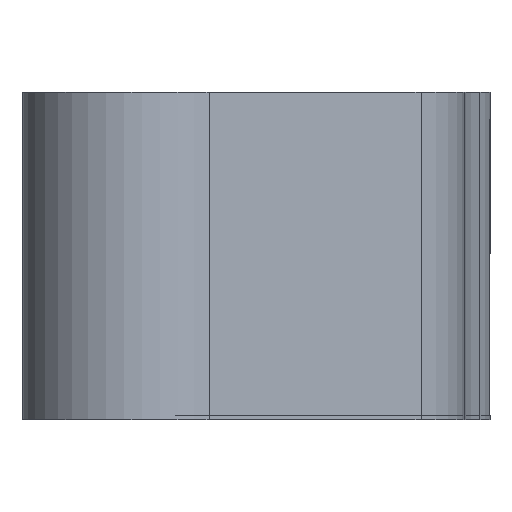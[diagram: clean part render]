
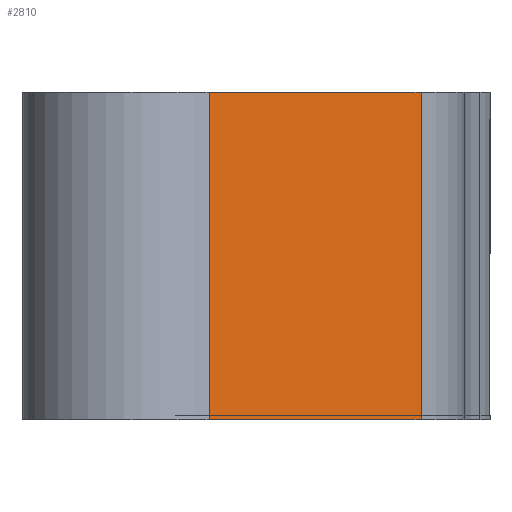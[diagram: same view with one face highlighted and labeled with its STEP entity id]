
A CAD part, left-side view. The second image highlights one B-rep face of the part: STEP entity #2810.
In plain terms, the highlighted planar face has unit normal (-0.749, -0.663, 0).
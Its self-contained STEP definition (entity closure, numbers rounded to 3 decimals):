
#14 = ORIENTED_EDGE ( 'NONE', *, *, #1807, .T. ) ;
#376 = CARTESIAN_POINT ( 'NONE',  ( -153.959, -16.112, 11.3 ) ) ;
#413 = ORIENTED_EDGE ( 'NONE', *, *, #1935, .F. ) ;
#595 = CARTESIAN_POINT ( 'NONE',  ( -175.755, 8.505, 60.374 ) ) ;
#633 = VECTOR ( 'NONE', #3348, 1000. ) ;
#686 = DIRECTION ( 'NONE',  ( 0., 0., 1. ) ) ;
#845 = VECTOR ( 'NONE', #686, 1000. ) ;
#896 = VECTOR ( 'NONE', #1321, 1000. ) ;
#1003 = VERTEX_POINT ( 'NONE', #2696 ) ;
#1147 = VERTEX_POINT ( 'NONE', #2265 ) ;
#1204 = LINE ( 'NONE', #376, #2547 ) ;
#1321 = DIRECTION ( 'NONE',  ( 0., 0., -1. ) ) ;
#1401 = EDGE_LOOP ( 'NONE', ( #3141, #2104, #2649, #413, #14, #4505, #2565, #3206 ) ) ;
#1492 = EDGE_CURVE ( 'NONE', #1875, #1147, #5652, .T. ) ;
#1636 = CARTESIAN_POINT ( 'NONE',  ( -153.959, -16.112, -28.702 ) ) ;
#1807 = EDGE_CURVE ( 'NONE', #2971, #4069, #1987, .T. ) ;
#1875 = VERTEX_POINT ( 'NONE', #2549 ) ;
#1935 = EDGE_CURVE ( 'NONE', #2971, #2276, #2921, .T. ) ;
#1987 = LINE ( 'NONE', #4156, #2640 ) ;
#2027 = EDGE_CURVE ( 'NONE', #2276, #1003, #4345, .T. ) ;
#2028 = CARTESIAN_POINT ( 'NONE',  ( -177.153, 10.084, -29.21 ) ) ;
#2041 = DIRECTION ( 'NONE',  ( -0.663, 0.749, 0. ) ) ;
#2104 = ORIENTED_EDGE ( 'NONE', *, *, #2280, .F. ) ;
#2122 = LINE ( 'NONE', #4715, #896 ) ;
#2199 = DIRECTION ( 'NONE',  ( 0., 0., -1. ) ) ;
#2248 = CARTESIAN_POINT ( 'NONE',  ( -177.153, 10.084, 11.3 ) ) ;
#2265 = CARTESIAN_POINT ( 'NONE',  ( -175.755, 8.505, -28.702 ) ) ;
#2276 = VERTEX_POINT ( 'NONE', #4485 ) ;
#2280 = EDGE_CURVE ( 'NONE', #1003, #2794, #5010, .T. ) ;
#2333 = PLANE ( 'NONE',  #3740 ) ;
#2547 = VECTOR ( 'NONE', #4747, 1000. ) ;
#2549 = CARTESIAN_POINT ( 'NONE',  ( -153.959, -16.112, -28.702 ) ) ;
#2565 = ORIENTED_EDGE ( 'NONE', *, *, #1492, .F. ) ;
#2640 = VECTOR ( 'NONE', #5454, 1000. ) ;
#2649 = ORIENTED_EDGE ( 'NONE', *, *, #2027, .F. ) ;
#2696 = CARTESIAN_POINT ( 'NONE',  ( -177.153, 10.084, -29.21 ) ) ;
#2701 = CARTESIAN_POINT ( 'NONE',  ( -175.755, 8.505, 0. ) ) ;
#2794 = VERTEX_POINT ( 'NONE', #2248 ) ;
#2810 = ADVANCED_FACE ( 'NONE', ( #3588 ), #2333, .T. ) ;
#2921 = LINE ( 'NONE', #4655, #633 ) ;
#2971 = VERTEX_POINT ( 'NONE', #3009 ) ;
#2977 = EDGE_CURVE ( 'NONE', #2794, #5404, #1204, .T. ) ;
#3009 = CARTESIAN_POINT ( 'NONE',  ( -153.959, -16.112, -28.71 ) ) ;
#3136 = VECTOR ( 'NONE', #3942, 1000. ) ;
#3141 = ORIENTED_EDGE ( 'NONE', *, *, #2977, .F. ) ;
#3158 = DIRECTION ( 'NONE',  ( -0.663, 0.749, 0. ) ) ;
#3206 = ORIENTED_EDGE ( 'NONE', *, *, #4801, .F. ) ;
#3348 = DIRECTION ( 'NONE',  ( 0., 0., -1. ) ) ;
#3484 = VECTOR ( 'NONE', #2041, 1000. ) ;
#3507 = VECTOR ( 'NONE', #2199, 1000. ) ;
#3588 = FACE_OUTER_BOUND ( 'NONE', #1401, .T. ) ;
#3657 = CARTESIAN_POINT ( 'NONE',  ( -153.959, -16.112, 11.3 ) ) ;
#3687 = LINE ( 'NONE', #595, #3507 ) ;
#3740 = AXIS2_PLACEMENT_3D ( 'NONE', #2701, #4442, #3158 ) ;
#3942 = DIRECTION ( 'NONE',  ( -0.663, 0.749, 0. ) ) ;
#4069 = VERTEX_POINT ( 'NONE', #4104 ) ;
#4104 = CARTESIAN_POINT ( 'NONE',  ( -175.755, 8.505, -28.71 ) ) ;
#4156 = CARTESIAN_POINT ( 'NONE',  ( -153.959, -16.112, -28.71 ) ) ;
#4345 = LINE ( 'NONE', #4460, #3136 ) ;
#4442 = DIRECTION ( 'NONE',  ( -0.749, -0.663, 0. ) ) ;
#4460 = CARTESIAN_POINT ( 'NONE',  ( -153.959, -16.112, -29.21 ) ) ;
#4485 = CARTESIAN_POINT ( 'NONE',  ( -153.959, -16.112, -29.21 ) ) ;
#4505 = ORIENTED_EDGE ( 'NONE', *, *, #5472, .F. ) ;
#4655 = CARTESIAN_POINT ( 'NONE',  ( -153.959, -16.112, -28.71 ) ) ;
#4715 = CARTESIAN_POINT ( 'NONE',  ( -153.959, -16.112, -0.508 ) ) ;
#4747 = DIRECTION ( 'NONE',  ( 0.663, -0.749, 0. ) ) ;
#4801 = EDGE_CURVE ( 'NONE', #5404, #1875, #2122, .T. ) ;
#5010 = LINE ( 'NONE', #2028, #845 ) ;
#5404 = VERTEX_POINT ( 'NONE', #3657 ) ;
#5454 = DIRECTION ( 'NONE',  ( -0.663, 0.749, 0. ) ) ;
#5472 = EDGE_CURVE ( 'NONE', #1147, #4069, #3687, .T. ) ;
#5652 = LINE ( 'NONE', #1636, #3484 ) ;
